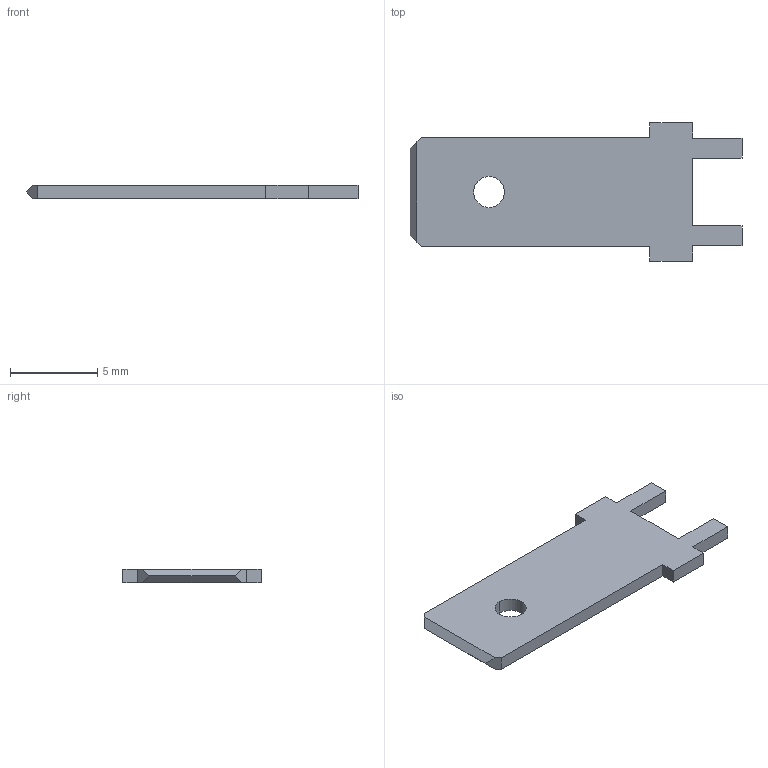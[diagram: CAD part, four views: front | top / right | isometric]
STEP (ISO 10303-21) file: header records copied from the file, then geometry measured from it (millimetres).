
FILE_DESCRIPTION (( 'STEP AP214' ), '1' );
FILE_NAME ('User Library-1289.STEP', '2019-05-29T11:41:21', ( '' ), ( '' ), 'SwSTEP 2.0', 'SolidWorks 2019', '' );
FILE_SCHEMA (( 'AUTOMOTIVE_DESIGN' ));
Length unit declared in the file: millimetre
Products named in the file (1): User Library-1289
Bounding box: 18.99 x 7.92 x 0.8 mm (x, y, z)
Volume: 85.8 mm3; surface area: 265.3 mm2
Topology: 1 solids, 1 shells, 23 faces, 63 edges, 42 vertices
Faces by surface type: plane 21, cylinder 2
Entity records: 1012 total; most frequent: CARTESIAN_POINT 129, ORIENTED_EDGE 126, DIRECTION 115, EDGE_CURVE 63, LINE 59, VECTOR 59, VERTEX_POINT 42, AXIS2_PLACEMENT_3D 28
